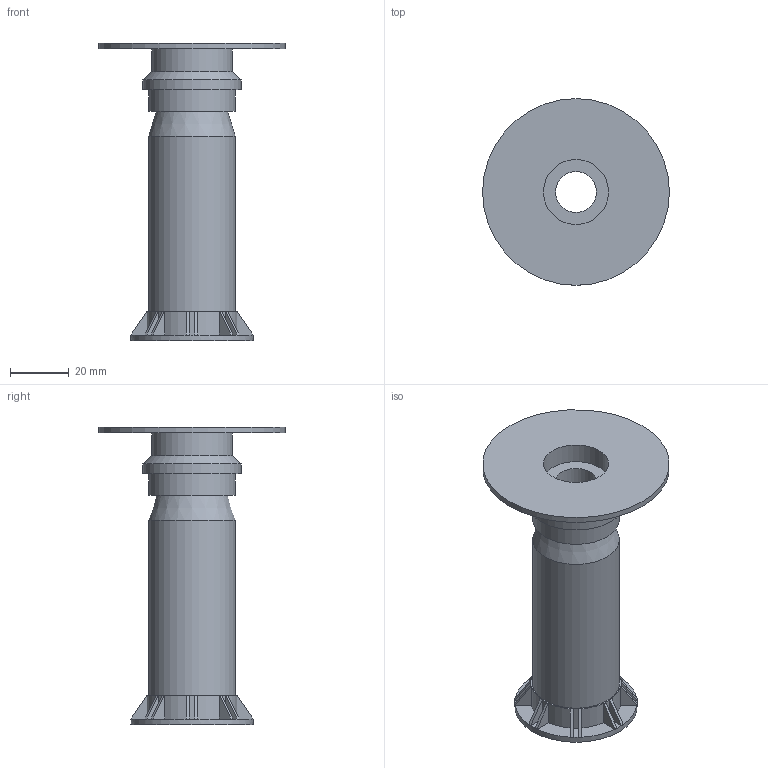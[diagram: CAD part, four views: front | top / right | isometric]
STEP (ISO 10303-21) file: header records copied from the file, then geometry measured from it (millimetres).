
FILE_DESCRIPTION(/* description */ (''),/* implementation_level */ '2;1');
FILE_NAME(/* name */ 'Mast 2 v12.stp',/* time_stamp */ '2020-12-11T16:24:36+01:00',/* author */ (''),/* organization */ (''),/* preprocessor_version */ 'ST-DEVELOPER v18.1',/* originating_system */ 'Autodesk Translation Framework v9.7.1.1290',/* authorisation */ '');
FILE_SCHEMA (('AUTOMOTIVE_DESIGN { 1 0 10303 214 3 1 1 }'));
Length unit declared in the file: millimetre
Products named in the file (2): Mast 2; Mast_Foot
Assembly tree (1 placements, depth 2):
  Mast 2
    Mast_Foot
Bounding box: 63.8 x 63.8 x 101.75 mm (x, y, z)
Volume: 38949.2 mm3; surface area: 27056.2 mm2
Topology: 2 solids, 2 shells, 117 faces, 275 edges, 167 vertices
Faces by surface type: plane 97, cylinder 18, cone 2
Full cylindrical faces by diameter (mm): 14 x1, 22.2 x1, 23.5 x1, 27.5 x1, 29.5 x2, 29.8 x1, 33.5 x1, 41.8 x1, 63.8 x1
Entity records: 3357 total; most frequent: DIRECTION 586, CARTESIAN_POINT 562, ORIENTED_EDGE 550, EDGE_CURVE 275, LINE 204, VECTOR 204, AXIS2_PLACEMENT_3D 191, VERTEX_POINT 167
